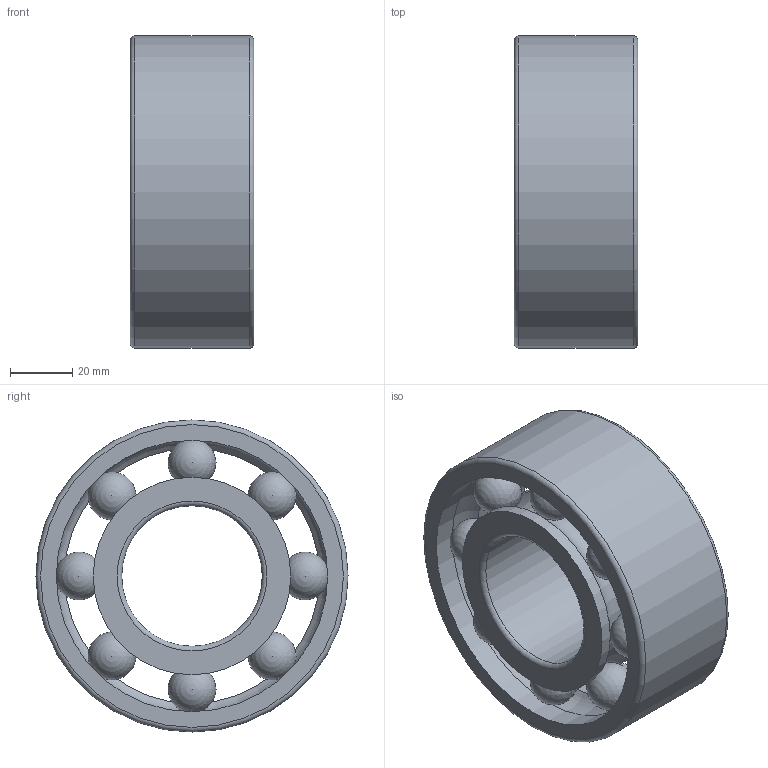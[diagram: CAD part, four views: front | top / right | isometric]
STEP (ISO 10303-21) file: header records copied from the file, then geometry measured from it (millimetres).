
FILE_DESCRIPTION(/* description */ ('STEP AP214'),/* implementation_level */ '2;1');
FILE_NAME(/* name */ '5309S',/* time_stamp */ '2025-09-23T20:52:50+02:00',/* author */ ('License CC BY-ND 4.0'),/* organization */ ('CADENAS'),/* preprocessor_version */ 'ST-DEVELOPER v19.3',/* originating_system */ 'PARTsolutions',/* authorisation */ ' ');
FILE_SCHEMA (('AUTOMOTIVE_DESIGN {1 0 10303 214 3 1 1}'));
Length unit declared in the file: millimetre
Products named in the file (4): 5309S; 5309S Inner ring; 5309S Outer ring; 5309S Ball
Assembly tree (18 placements, depth 2):
  5309S
    5309S Inner ring
    5309S Outer ring
    5309S Ball  x16
Bounding box: 39.7 x 100 x 100 mm (x, y, z)
Volume: 163952.1 mm3; surface area: 55907.4 mm2
Topology: 18 solids, 18 shells, 36 faces, 84 edges, 52 vertices
Faces by surface type: sphere 16, torus 8, cylinder 8, plane 4
Full cylindrical faces by diameter (mm): 45 x1, 63.26 x3, 81.74 x1, 86.954 x2, 100 x1
Entity records: 647 total; most frequent: DIRECTION 120, CARTESIAN_POINT 81, AXIS2_PLACEMENT_3D 60, FACE_BOUND 41, ORIENTED_EDGE 40, EDGE_LOOP 40, PRODUCT_DEFINITION_SHAPE 22, VERTEX_POINT 21
